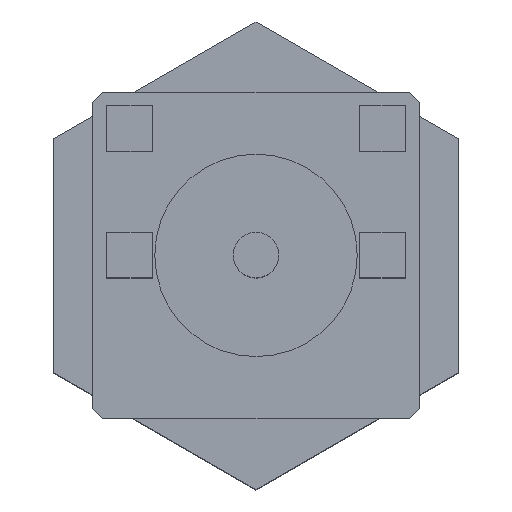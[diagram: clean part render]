
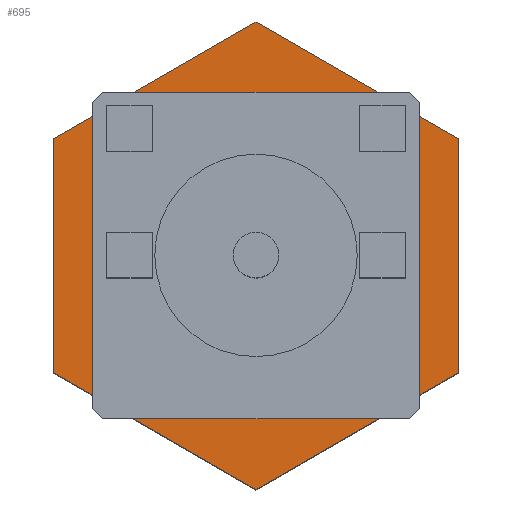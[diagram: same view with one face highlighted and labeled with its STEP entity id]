
A CAD part, top view. The second image highlights one B-rep face of the part: STEP entity #695.
In plain terms, the highlighted planar face has unit normal (0, 0, 1).
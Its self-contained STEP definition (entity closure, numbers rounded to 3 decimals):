
#19 = DIRECTION ( 'NONE',  ( 0., 0., 1. ) ) ;
#33 = DIRECTION ( 'NONE',  ( 1., 0., 0. ) ) ;
#141 = AXIS2_PLACEMENT_3D ( 'NONE', #1185, #1879, #33 ) ;
#208 = CARTESIAN_POINT ( 'NONE',  ( 0., 0., -3.9 ) ) ;
#209 = ORIENTED_EDGE ( 'NONE', *, *, #2849, .T. ) ;
#225 = AXIS2_PLACEMENT_3D ( 'NONE', #208, #2767, #1344 ) ;
#234 = CARTESIAN_POINT ( 'NONE',  ( 4., 2.309, -3.9 ) ) ;
#263 = LINE ( 'NONE', #2842, #955 ) ;
#292 = DIRECTION ( 'NONE',  ( 0.866, -0.5, 0. ) ) ;
#319 = CIRCLE ( 'NONE', #225, 3.125 ) ;
#394 = CARTESIAN_POINT ( 'NONE',  ( -4., -2.309, -3.9 ) ) ;
#459 = VERTEX_POINT ( 'NONE', #726 ) ;
#469 = DIRECTION ( 'NONE',  ( -0.866, -0.5, 0. ) ) ;
#563 = CARTESIAN_POINT ( 'NONE',  ( -3.125, 0., -3.9 ) ) ;
#593 = DIRECTION ( 'NONE',  ( 0., 1., 0. ) ) ;
#646 = VECTOR ( 'NONE', #593, 1000. ) ;
#692 = CARTESIAN_POINT ( 'NONE',  ( -2., 3.464, -3.9 ) ) ;
#695 = ADVANCED_FACE ( 'NONE', ( #2702, #2574 ), #718, .T. ) ;
#701 = EDGE_CURVE ( 'NONE', #1109, #2121, #2009, .T. ) ;
#718 = PLANE ( 'NONE',  #1615 ) ;
#726 = CARTESIAN_POINT ( 'NONE',  ( 0., -4.619, -3.9 ) ) ;
#824 = CARTESIAN_POINT ( 'NONE',  ( 0., 4.619, -3.9 ) ) ;
#905 = ORIENTED_EDGE ( 'NONE', *, *, #2800, .F. ) ;
#916 = DIRECTION ( 'NONE',  ( -0.866, 0.5, 0. ) ) ;
#955 = VECTOR ( 'NONE', #292, 1000. ) ;
#1055 = VERTEX_POINT ( 'NONE', #824 ) ;
#1097 = VECTOR ( 'NONE', #916, 1000. ) ;
#1100 = EDGE_CURVE ( 'NONE', #459, #2372, #1768, .T. ) ;
#1109 = VERTEX_POINT ( 'NONE', #1127 ) ;
#1127 = CARTESIAN_POINT ( 'NONE',  ( 3.125, 0., -3.9 ) ) ;
#1128 = CARTESIAN_POINT ( 'NONE',  ( -4., 2.309, -3.9 ) ) ;
#1185 = CARTESIAN_POINT ( 'NONE',  ( 0., 0., -3.9 ) ) ;
#1207 = VECTOR ( 'NONE', #1997, 1000. ) ;
#1287 = VERTEX_POINT ( 'NONE', #1128 ) ;
#1306 = VECTOR ( 'NONE', #3038, 1000. ) ;
#1344 = DIRECTION ( 'NONE',  ( 1., 0., 0. ) ) ;
#1345 = ORIENTED_EDGE ( 'NONE', *, *, #2864, .T. ) ;
#1480 = ORIENTED_EDGE ( 'NONE', *, *, #2893, .T. ) ;
#1483 = CARTESIAN_POINT ( 'NONE',  ( -4., 0., -3.9 ) ) ;
#1560 = LINE ( 'NONE', #1759, #646 ) ;
#1603 = CARTESIAN_POINT ( 'NONE',  ( 2., -3.464, -3.9 ) ) ;
#1615 = AXIS2_PLACEMENT_3D ( 'NONE', #1660, #19, #2368 ) ;
#1660 = CARTESIAN_POINT ( 'NONE',  ( 0., 0., -3.9 ) ) ;
#1693 = EDGE_LOOP ( 'NONE', ( #209, #1345, #2556, #1480, #3003, #2946 ) ) ;
#1718 = EDGE_CURVE ( 'NONE', #1287, #2007, #1719, .T. ) ;
#1719 = LINE ( 'NONE', #1483, #1207 ) ;
#1759 = CARTESIAN_POINT ( 'NONE',  ( 4., 0., -3.9 ) ) ;
#1768 = LINE ( 'NONE', #1603, #1306 ) ;
#1879 = DIRECTION ( 'NONE',  ( 0., 0., 1. ) ) ;
#1997 = DIRECTION ( 'NONE',  ( 0., -1., 0. ) ) ;
#2007 = VERTEX_POINT ( 'NONE', #394 ) ;
#2009 = CIRCLE ( 'NONE', #141, 3.125 ) ;
#2110 = EDGE_CURVE ( 'NONE', #2372, #2879, #1560, .T. ) ;
#2121 = VERTEX_POINT ( 'NONE', #563 ) ;
#2327 = LINE ( 'NONE', #3056, #1097 ) ;
#2368 = DIRECTION ( 'NONE',  ( 1., 0., 0. ) ) ;
#2372 = VERTEX_POINT ( 'NONE', #2446 ) ;
#2446 = CARTESIAN_POINT ( 'NONE',  ( 4., -2.309, -3.9 ) ) ;
#2497 = EDGE_LOOP ( 'NONE', ( #3017, #905 ) ) ;
#2556 = ORIENTED_EDGE ( 'NONE', *, *, #1718, .T. ) ;
#2574 = FACE_OUTER_BOUND ( 'NONE', #1693, .T. ) ;
#2702 = FACE_BOUND ( 'NONE', #2497, .T. ) ;
#2767 = DIRECTION ( 'NONE',  ( 0., 0., 1. ) ) ;
#2800 = EDGE_CURVE ( 'NONE', #2121, #1109, #319, .T. ) ;
#2810 = LINE ( 'NONE', #692, #2838 ) ;
#2838 = VECTOR ( 'NONE', #469, 1000. ) ;
#2842 = CARTESIAN_POINT ( 'NONE',  ( -2., -3.464, -3.9 ) ) ;
#2849 = EDGE_CURVE ( 'NONE', #2879, #1055, #2327, .T. ) ;
#2864 = EDGE_CURVE ( 'NONE', #1055, #1287, #2810, .T. ) ;
#2879 = VERTEX_POINT ( 'NONE', #234 ) ;
#2893 = EDGE_CURVE ( 'NONE', #2007, #459, #263, .T. ) ;
#2946 = ORIENTED_EDGE ( 'NONE', *, *, #2110, .T. ) ;
#3003 = ORIENTED_EDGE ( 'NONE', *, *, #1100, .T. ) ;
#3017 = ORIENTED_EDGE ( 'NONE', *, *, #701, .F. ) ;
#3038 = DIRECTION ( 'NONE',  ( 0.866, 0.5, 0. ) ) ;
#3056 = CARTESIAN_POINT ( 'NONE',  ( 2., 3.464, -3.9 ) ) ;
